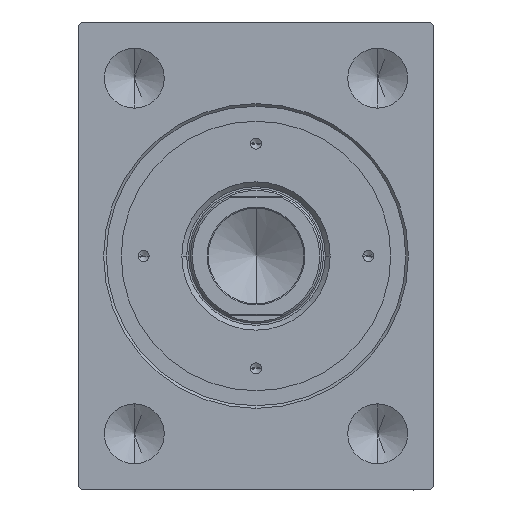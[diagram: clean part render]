
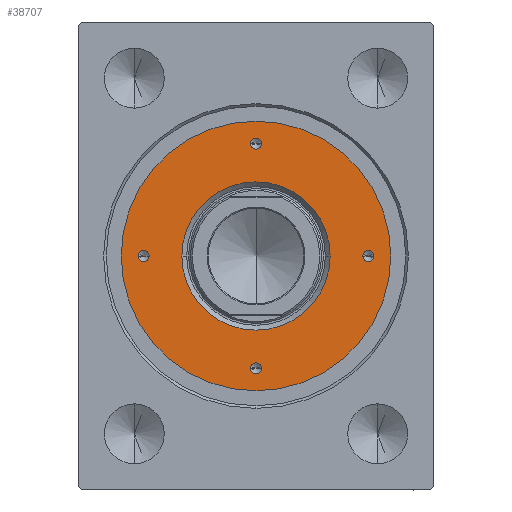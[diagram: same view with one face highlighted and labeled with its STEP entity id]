
A CAD part, left-side view. The second image highlights one B-rep face of the part: STEP entity #38707.
In plain terms, the highlighted face is planar.
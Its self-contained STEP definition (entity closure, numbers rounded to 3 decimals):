
#208 = CARTESIAN_POINT ( 'NONE',  ( 0., 0., 14. ) ) ;
#411 = ORIENTED_EDGE ( 'NONE', *, *, #2185, .F. ) ;
#582 = VERTEX_POINT ( 'NONE', #32296 ) ;
#841 = DIRECTION ( 'NONE',  ( 0., 0., 1. ) ) ;
#980 = CARTESIAN_POINT ( 'NONE',  ( 31.5, 0., 14. ) ) ;
#1136 = CIRCLE ( 'NONE', #6129, 36. ) ;
#2185 = EDGE_CURVE ( 'NONE', #36304, #9937, #37727, .T. ) ;
#2194 = DIRECTION ( 'NONE',  ( 1., 0., 0. ) ) ;
#2810 = DIRECTION ( 'NONE',  ( 0., 0., -1. ) ) ;
#3024 = FACE_BOUND ( 'NONE', #5563, .T. ) ;
#3653 = CARTESIAN_POINT ( 'NONE',  ( -1.5, -30., 14. ) ) ;
#4362 = ORIENTED_EDGE ( 'NONE', *, *, #20014, .F. ) ;
#4406 = CARTESIAN_POINT ( 'NONE',  ( 0., -30., 14. ) ) ;
#4439 = DIRECTION ( 'NONE',  ( 0., 0., 1. ) ) ;
#4779 = CARTESIAN_POINT ( 'NONE',  ( -31.5, 0., 14. ) ) ;
#5190 = ORIENTED_EDGE ( 'NONE', *, *, #15248, .T. ) ;
#5563 = EDGE_LOOP ( 'NONE', ( #13216, #411 ) ) ;
#5926 = FACE_BOUND ( 'NONE', #41346, .T. ) ;
#5960 = EDGE_CURVE ( 'NONE', #24470, #19331, #34986, .T. ) ;
#5986 = CARTESIAN_POINT ( 'NONE',  ( 0., -30., 14. ) ) ;
#6072 = EDGE_LOOP ( 'NONE', ( #16375, #36125 ) ) ;
#6129 = AXIS2_PLACEMENT_3D ( 'NONE', #25686, #15469, #15029 ) ;
#6153 = FACE_BOUND ( 'NONE', #10002, .T. ) ;
#7526 = DIRECTION ( 'NONE',  ( 1., 0., 0. ) ) ;
#7542 = EDGE_CURVE ( 'NONE', #9937, #36304, #31441, .T. ) ;
#7883 = DIRECTION ( 'NONE',  ( 1., 0., 0. ) ) ;
#8294 = CARTESIAN_POINT ( 'NONE',  ( 0., 0., 14. ) ) ;
#8540 = CARTESIAN_POINT ( 'NONE',  ( 30., 0., 14. ) ) ;
#9135 = CARTESIAN_POINT ( 'NONE',  ( 1.5, -30., 14. ) ) ;
#9937 = VERTEX_POINT ( 'NONE', #14137 ) ;
#10002 = EDGE_LOOP ( 'NONE', ( #19065, #34970 ) ) ;
#10182 = AXIS2_PLACEMENT_3D ( 'NONE', #36385, #43073, #33043 ) ;
#10217 = VERTEX_POINT ( 'NONE', #3653 ) ;
#10845 = CARTESIAN_POINT ( 'NONE',  ( -30., 0., 14. ) ) ;
#11112 = CARTESIAN_POINT ( 'NONE',  ( -30., 0., 14. ) ) ;
#11697 = EDGE_CURVE ( 'NONE', #19042, #582, #1136, .T. ) ;
#11835 = AXIS2_PLACEMENT_3D ( 'NONE', #8540, #39004, #7883 ) ;
#12088 = CARTESIAN_POINT ( 'NONE',  ( -1.5, 30., 14. ) ) ;
#13216 = ORIENTED_EDGE ( 'NONE', *, *, #7542, .F. ) ;
#14137 = CARTESIAN_POINT ( 'NONE',  ( 1.5, 30., 14. ) ) ;
#14579 = VERTEX_POINT ( 'NONE', #4779 ) ;
#14638 = ORIENTED_EDGE ( 'NONE', *, *, #36378, .T. ) ;
#14945 = EDGE_CURVE ( 'NONE', #10217, #34309, #35439, .T. ) ;
#15029 = DIRECTION ( 'NONE',  ( 1., 0., 0. ) ) ;
#15248 = EDGE_CURVE ( 'NONE', #31258, #17966, #20544, .T. ) ;
#15469 = DIRECTION ( 'NONE',  ( 0., 0., 1. ) ) ;
#15619 = DIRECTION ( 'NONE',  ( 0., 0., 1. ) ) ;
#16350 = FACE_BOUND ( 'NONE', #32632, .T. ) ;
#16375 = ORIENTED_EDGE ( 'NONE', *, *, #25862, .F. ) ;
#16397 = AXIS2_PLACEMENT_3D ( 'NONE', #42351, #15619, #25847 ) ;
#16554 = CARTESIAN_POINT ( 'NONE',  ( 28.5, 0., 14. ) ) ;
#17311 = CIRCLE ( 'NONE', #27975, 36. ) ;
#17731 = DIRECTION ( 'NONE',  ( 1., 0., 0. ) ) ;
#17966 = VERTEX_POINT ( 'NONE', #27976 ) ;
#19042 = VERTEX_POINT ( 'NONE', #22898 ) ;
#19065 = ORIENTED_EDGE ( 'NONE', *, *, #29501, .F. ) ;
#19331 = VERTEX_POINT ( 'NONE', #16554 ) ;
#20014 = EDGE_CURVE ( 'NONE', #19331, #24470, #37406, .T. ) ;
#20131 = PLANE ( 'NONE',  #10182 ) ;
#20385 = ORIENTED_EDGE ( 'NONE', *, *, #41812, .T. ) ;
#20544 = CIRCLE ( 'NONE', #41166, 19.8 ) ;
#20896 = AXIS2_PLACEMENT_3D ( 'NONE', #208, #36917, #24204 ) ;
#20948 = DIRECTION ( 'NONE',  ( 1., 0., 0. ) ) ;
#21359 = EDGE_CURVE ( 'NONE', #14579, #36952, #39625, .T. ) ;
#22356 = CIRCLE ( 'NONE', #32409, 1.5 ) ;
#22898 = CARTESIAN_POINT ( 'NONE',  ( 36., 0., 14. ) ) ;
#23297 = DIRECTION ( 'NONE',  ( 0., 0., 1. ) ) ;
#24067 = ORIENTED_EDGE ( 'NONE', *, *, #11697, .T. ) ;
#24204 = DIRECTION ( 'NONE',  ( 1., 0., 0. ) ) ;
#24470 = VERTEX_POINT ( 'NONE', #980 ) ;
#24498 = DIRECTION ( 'NONE',  ( 0., 0., 1. ) ) ;
#24622 = DIRECTION ( 'NONE',  ( 0., 0., 1. ) ) ;
#24679 = AXIS2_PLACEMENT_3D ( 'NONE', #11112, #4439, #41813 ) ;
#25686 = CARTESIAN_POINT ( 'NONE',  ( 0., 0., 14. ) ) ;
#25847 = DIRECTION ( 'NONE',  ( 1., 0., 0. ) ) ;
#25862 = EDGE_CURVE ( 'NONE', #36952, #14579, #22356, .T. ) ;
#27018 = DIRECTION ( 'NONE',  ( 1., 0., 0. ) ) ;
#27609 = CARTESIAN_POINT ( 'NONE',  ( 30., 0., 14. ) ) ;
#27975 = AXIS2_PLACEMENT_3D ( 'NONE', #8294, #28048, #35184 ) ;
#27976 = CARTESIAN_POINT ( 'NONE',  ( 19.8, 0., 14. ) ) ;
#28048 = DIRECTION ( 'NONE',  ( 0., 0., 1. ) ) ;
#28850 = CIRCLE ( 'NONE', #38098, 1.5 ) ;
#29052 = CARTESIAN_POINT ( 'NONE',  ( -28.5, 0., 14. ) ) ;
#29480 = FACE_OUTER_BOUND ( 'NONE', #43899, .T. ) ;
#29501 = EDGE_CURVE ( 'NONE', #34309, #10217, #28850, .T. ) ;
#29876 = CARTESIAN_POINT ( 'NONE',  ( -19.8, 0., 14. ) ) ;
#31258 = VERTEX_POINT ( 'NONE', #29876 ) ;
#31441 = CIRCLE ( 'NONE', #37847, 1.5 ) ;
#31877 = AXIS2_PLACEMENT_3D ( 'NONE', #5986, #23297, #2194 ) ;
#31949 = CARTESIAN_POINT ( 'NONE',  ( 0., 0., 14. ) ) ;
#32296 = CARTESIAN_POINT ( 'NONE',  ( -36., 0., 14. ) ) ;
#32409 = AXIS2_PLACEMENT_3D ( 'NONE', #10845, #24622, #7526 ) ;
#32445 = ORIENTED_EDGE ( 'NONE', *, *, #5960, .F. ) ;
#32632 = EDGE_LOOP ( 'NONE', ( #20385, #5190 ) ) ;
#33043 = DIRECTION ( 'NONE',  ( 1., 0., 0. ) ) ;
#33930 = CARTESIAN_POINT ( 'NONE',  ( 0., 30., 14. ) ) ;
#34309 = VERTEX_POINT ( 'NONE', #9135 ) ;
#34970 = ORIENTED_EDGE ( 'NONE', *, *, #14945, .F. ) ;
#34986 = CIRCLE ( 'NONE', #42078, 1.5 ) ;
#35184 = DIRECTION ( 'NONE',  ( 1., 0., 0. ) ) ;
#35439 = CIRCLE ( 'NONE', #31877, 1.5 ) ;
#36125 = ORIENTED_EDGE ( 'NONE', *, *, #21359, .F. ) ;
#36304 = VERTEX_POINT ( 'NONE', #12088 ) ;
#36378 = EDGE_CURVE ( 'NONE', #582, #19042, #17311, .T. ) ;
#36385 = CARTESIAN_POINT ( 'NONE',  ( 0., 0., 14. ) ) ;
#36917 = DIRECTION ( 'NONE',  ( 0., 0., -1. ) ) ;
#36952 = VERTEX_POINT ( 'NONE', #29052 ) ;
#37406 = CIRCLE ( 'NONE', #11835, 1.5 ) ;
#37727 = CIRCLE ( 'NONE', #16397, 1.5 ) ;
#37847 = AXIS2_PLACEMENT_3D ( 'NONE', #33930, #37930, #27018 ) ;
#37930 = DIRECTION ( 'NONE',  ( 0., 0., 1. ) ) ;
#38098 = AXIS2_PLACEMENT_3D ( 'NONE', #4406, #841, #17731 ) ;
#38707 = ADVANCED_FACE ( 'NONE', ( #43731, #3024, #5926, #6153, #16350, #29480 ), #20131, .T. ) ;
#39004 = DIRECTION ( 'NONE',  ( 0., 0., 1. ) ) ;
#39625 = CIRCLE ( 'NONE', #24679, 1.5 ) ;
#40102 = CIRCLE ( 'NONE', #20896, 19.8 ) ;
#41166 = AXIS2_PLACEMENT_3D ( 'NONE', #31949, #2810, #43077 ) ;
#41346 = EDGE_LOOP ( 'NONE', ( #32445, #4362 ) ) ;
#41812 = EDGE_CURVE ( 'NONE', #17966, #31258, #40102, .T. ) ;
#41813 = DIRECTION ( 'NONE',  ( 1., 0., 0. ) ) ;
#42078 = AXIS2_PLACEMENT_3D ( 'NONE', #27609, #24498, #20948 ) ;
#42351 = CARTESIAN_POINT ( 'NONE',  ( 0., 30., 14. ) ) ;
#43073 = DIRECTION ( 'NONE',  ( 0., 0., 1. ) ) ;
#43077 = DIRECTION ( 'NONE',  ( 1., 0., 0. ) ) ;
#43731 = FACE_BOUND ( 'NONE', #6072, .T. ) ;
#43899 = EDGE_LOOP ( 'NONE', ( #14638, #24067 ) ) ;
